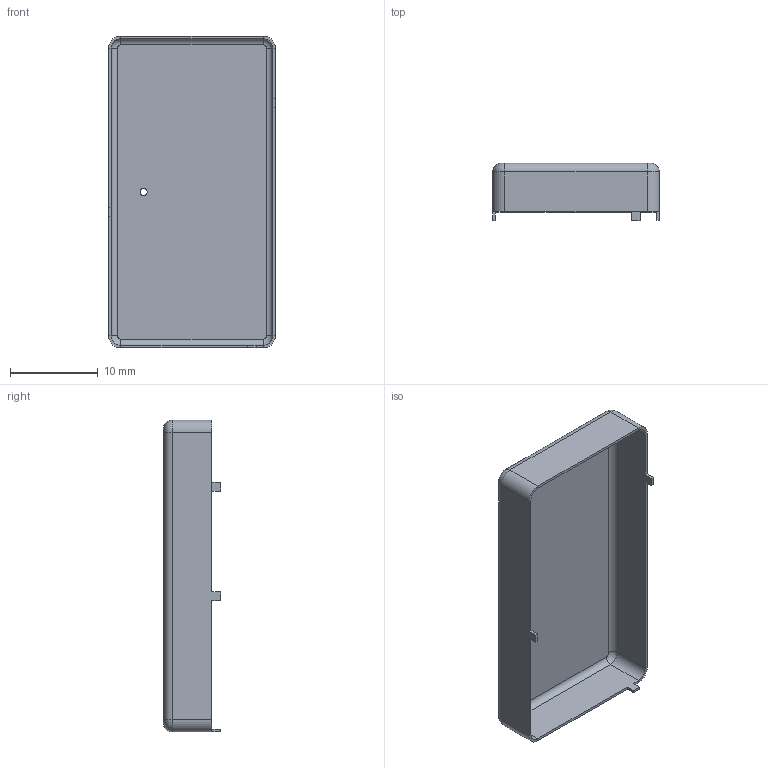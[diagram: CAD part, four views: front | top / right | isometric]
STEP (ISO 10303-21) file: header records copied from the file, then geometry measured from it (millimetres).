
FILE_DESCRIPTION (( 'STEP AP203' ), '1' );
FILE_NAME ('MS355-10S.step', '2020-11-12T13:31:15', ( '' ), ( '' ), 'SwSTEP 2.0', 'SolidWorks 2018', '' );
FILE_SCHEMA (( 'CONFIG_CONTROL_DESIGN' ));
Length unit declared in the file: millimetre
Products named in the file (1): MS355-10S
Bounding box: 19 x 6.5 x 35.5 mm (x, y, z)
Volume: 355.7 mm3; surface area: 2406.1 mm2
Topology: 1 solids, 1 shells, 56 faces, 130 edges, 76 vertices
Faces by surface type: plane 30, cylinder 18, torus 8
Entity records: 1643 total; most frequent: DIRECTION 288, CARTESIAN_POINT 263, ORIENTED_EDGE 260, EDGE_CURVE 130, AXIS2_PLACEMENT_3D 101, VECTOR 86, LINE 86, VERTEX_POINT 76
